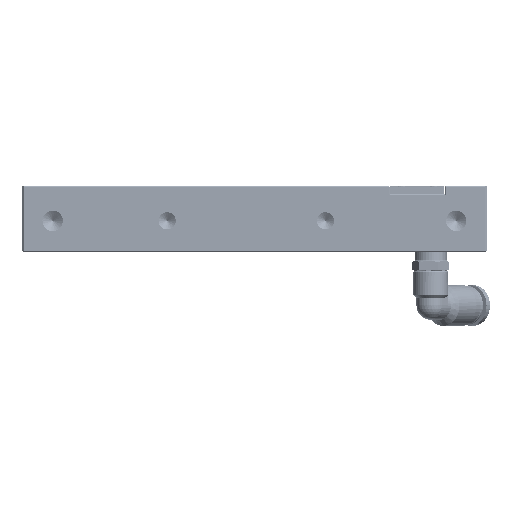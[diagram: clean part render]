
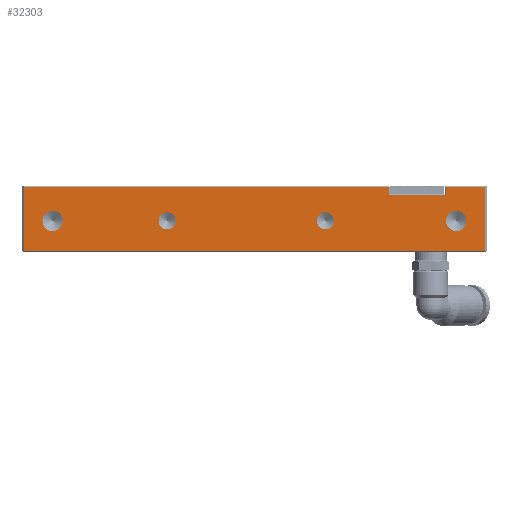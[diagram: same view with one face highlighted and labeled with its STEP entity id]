
A CAD part, left-side view. The second image highlights one B-rep face of the part: STEP entity #32303.
In plain terms, the highlighted planar face has unit normal (-1, 0, 0).
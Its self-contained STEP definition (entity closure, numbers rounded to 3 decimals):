
#296 = VERTEX_POINT ( 'NONE', #12217 ) ;
#345 = CARTESIAN_POINT ( 'NONE',  ( -148.5, 7.5, -21.35 ) ) ;
#823 = CIRCLE ( 'NONE', #18428, 2.5 ) ;
#880 = CIRCLE ( 'NONE', #18484, 2.1 ) ;
#905 = FACE_BOUND ( 'NONE', #39971, .T. ) ;
#968 = CARTESIAN_POINT ( 'NONE',  ( -148.5, 15.8, -56.35 ) ) ;
#1000 = DIRECTION ( 'NONE',  ( -1., 0., 0. ) ) ;
#1105 = CARTESIAN_POINT ( 'NONE',  ( -148.5, 7.5, 19.45 ) ) ;
#1110 = AXIS2_PLACEMENT_3D ( 'NONE', #345, #1000, #25870 ) ;
#1311 = CIRCLE ( 'NONE', #32219, 2.5 ) ;
#1403 = CARTESIAN_POINT ( 'NONE',  ( -148.5, 7.5, 49.35 ) ) ;
#2348 = DIRECTION ( 'NONE',  ( -1., 0., 0. ) ) ;
#2472 = LINE ( 'NONE', #19910, #14047 ) ;
#2526 = LINE ( 'NONE', #8961, #23374 ) ;
#2575 = CARTESIAN_POINT ( 'NONE',  ( -148.5, 16., 56.35 ) ) ;
#3044 = VERTEX_POINT ( 'NONE', #1105 ) ;
#3238 = VERTEX_POINT ( 'NONE', #40552 ) ;
#3272 = VERTEX_POINT ( 'NONE', #20638 ) ;
#4266 = VERTEX_POINT ( 'NONE', #44244 ) ;
#4481 = CIRCLE ( 'NONE', #35471, 2.5 ) ;
#4544 = LINE ( 'NONE', #17675, #43000 ) ;
#4777 = FACE_BOUND ( 'NONE', #25727, .T. ) ;
#5251 = FACE_BOUND ( 'NONE', #18385, .T. ) ;
#5650 = ORIENTED_EDGE ( 'NONE', *, *, #44294, .T. ) ;
#5888 = VERTEX_POINT ( 'NONE', #13031 ) ;
#5892 = ORIENTED_EDGE ( 'NONE', *, *, #24583, .F. ) ;
#6212 = CARTESIAN_POINT ( 'NONE',  ( -148.5, 0.2, -56.35 ) ) ;
#6660 = CARTESIAN_POINT ( 'NONE',  ( -148.5, 7.5, -23.45 ) ) ;
#7076 = ORIENTED_EDGE ( 'NONE', *, *, #20126, .T. ) ;
#7211 = CIRCLE ( 'NONE', #26363, 2.1 ) ;
#7770 = DIRECTION ( 'NONE',  ( 0., 0., -1. ) ) ;
#8163 = ORIENTED_EDGE ( 'NONE', *, *, #18075, .F. ) ;
#8360 = CARTESIAN_POINT ( 'NONE',  ( -148.5, 15.8, -56.85 ) ) ;
#8667 = ORIENTED_EDGE ( 'NONE', *, *, #29498, .T. ) ;
#8961 = CARTESIAN_POINT ( 'NONE',  ( -148.5, 15.8, 46.6 ) ) ;
#9818 = DIRECTION ( 'NONE',  ( 0., -1., 0. ) ) ;
#9839 = VERTEX_POINT ( 'NONE', #14496 ) ;
#10057 = EDGE_LOOP ( 'NONE', ( #21289, #5650, #38903, #13815, #8667, #7076, #16201, #15245 ) ) ;
#10344 = ORIENTED_EDGE ( 'NONE', *, *, #13152, .F. ) ;
#10943 = VERTEX_POINT ( 'NONE', #38907 ) ;
#11085 = CIRCLE ( 'NONE', #16989, 2.1 ) ;
#11430 = EDGE_LOOP ( 'NONE', ( #42531, #8163 ) ) ;
#11502 = DIRECTION ( 'NONE',  ( 0., 0., 1. ) ) ;
#11513 = CARTESIAN_POINT ( 'NONE',  ( -148.5, 7.5, -21.35 ) ) ;
#12217 = CARTESIAN_POINT ( 'NONE',  ( -148.5, 7.5, -46.85 ) ) ;
#12890 = EDGE_CURVE ( 'NONE', #5888, #29186, #7211, .T. ) ;
#13031 = CARTESIAN_POINT ( 'NONE',  ( -148.5, 7.5, -19.25 ) ) ;
#13152 = EDGE_CURVE ( 'NONE', #3044, #3272, #11085, .T. ) ;
#13162 = DIRECTION ( 'NONE',  ( 0., 0., 1. ) ) ;
#13209 = DIRECTION ( 'NONE',  ( 0., 0., 1. ) ) ;
#13815 = ORIENTED_EDGE ( 'NONE', *, *, #35607, .T. ) ;
#14047 = VECTOR ( 'NONE', #9818, 1000. ) ;
#14496 = CARTESIAN_POINT ( 'NONE',  ( -148.5, 0.2, 56.35 ) ) ;
#14517 = DIRECTION ( 'NONE',  ( 0., 0., 1. ) ) ;
#14620 = CARTESIAN_POINT ( 'NONE',  ( -148.5, 7.5, 46.85 ) ) ;
#14681 = VERTEX_POINT ( 'NONE', #23946 ) ;
#15245 = ORIENTED_EDGE ( 'NONE', *, *, #27156, .T. ) ;
#15636 = VECTOR ( 'NONE', #44160, 1000. ) ;
#15870 = VERTEX_POINT ( 'NONE', #28317 ) ;
#16201 = ORIENTED_EDGE ( 'NONE', *, *, #17039, .T. ) ;
#16353 = DIRECTION ( 'NONE',  ( 0., 0., 1. ) ) ;
#16989 = AXIS2_PLACEMENT_3D ( 'NONE', #33903, #2348, #16353 ) ;
#17039 = EDGE_CURVE ( 'NONE', #44435, #39159, #43427, .T. ) ;
#17455 = AXIS2_PLACEMENT_3D ( 'NONE', #25758, #43080, #7770 ) ;
#17534 = EDGE_CURVE ( 'NONE', #14681, #4266, #2526, .T. ) ;
#17675 = CARTESIAN_POINT ( 'NONE',  ( -148.5, 13.8, 33.1 ) ) ;
#18070 = VECTOR ( 'NONE', #29335, 1000. ) ;
#18075 = EDGE_CURVE ( 'NONE', #32783, #10943, #43060, .T. ) ;
#18385 = EDGE_LOOP ( 'NONE', ( #10344, #25175 ) ) ;
#18428 = AXIS2_PLACEMENT_3D ( 'NONE', #33821, #44441, #43755 ) ;
#18484 = AXIS2_PLACEMENT_3D ( 'NONE', #42354, #28060, #39158 ) ;
#19371 = CARTESIAN_POINT ( 'NONE',  ( -148.5, 16., 32.9 ) ) ;
#19910 = CARTESIAN_POINT ( 'NONE',  ( -148.5, 16., 46.8 ) ) ;
#20126 = EDGE_CURVE ( 'NONE', #15870, #44435, #36983, .T. ) ;
#20245 = DIRECTION ( 'NONE',  ( 0., 0., -1. ) ) ;
#20638 = CARTESIAN_POINT ( 'NONE',  ( -148.5, 7.5, 15.25 ) ) ;
#20712 = DIRECTION ( 'NONE',  ( 0., 1., 0. ) ) ;
#20956 = CIRCLE ( 'NONE', #1110, 2.1 ) ;
#21289 = ORIENTED_EDGE ( 'NONE', *, *, #23338, .T. ) ;
#22142 = ORIENTED_EDGE ( 'NONE', *, *, #36553, .F. ) ;
#22475 = VECTOR ( 'NONE', #20245, 1000. ) ;
#23262 = LINE ( 'NONE', #2575, #32922 ) ;
#23338 = EDGE_CURVE ( 'NONE', #40290, #9839, #33995, .T. ) ;
#23374 = VECTOR ( 'NONE', #26222, 1000. ) ;
#23946 = CARTESIAN_POINT ( 'NONE',  ( -148.5, 15.8, 56.35 ) ) ;
#24043 = CARTESIAN_POINT ( 'NONE',  ( -148.5, 0.2, -56.85 ) ) ;
#24485 = ORIENTED_EDGE ( 'NONE', *, *, #12890, .F. ) ;
#24583 = EDGE_CURVE ( 'NONE', #296, #3238, #823, .T. ) ;
#24684 = EDGE_CURVE ( 'NONE', #3238, #296, #4481, .T. ) ;
#25175 = ORIENTED_EDGE ( 'NONE', *, *, #43115, .F. ) ;
#25344 = AXIS2_PLACEMENT_3D ( 'NONE', #1403, #28816, #11502 ) ;
#25727 = EDGE_LOOP ( 'NONE', ( #5892, #41233 ) ) ;
#25758 = CARTESIAN_POINT ( 'NONE',  ( -148.5, 16., -56.85 ) ) ;
#25870 = DIRECTION ( 'NONE',  ( 0., 0., 1. ) ) ;
#26222 = DIRECTION ( 'NONE',  ( 0., 0., -1. ) ) ;
#26363 = AXIS2_PLACEMENT_3D ( 'NONE', #11513, #43367, #14517 ) ;
#26458 = FACE_OUTER_BOUND ( 'NONE', #10057, .T. ) ;
#27156 = EDGE_CURVE ( 'NONE', #39159, #40290, #37483, .T. ) ;
#28060 = DIRECTION ( 'NONE',  ( -1., 0., 0. ) ) ;
#28317 = CARTESIAN_POINT ( 'NONE',  ( -148.5, 13.8, 32.9 ) ) ;
#28816 = DIRECTION ( 'NONE',  ( -1., 0., 0. ) ) ;
#29186 = VERTEX_POINT ( 'NONE', #6660 ) ;
#29335 = DIRECTION ( 'NONE',  ( 0., 1., 0. ) ) ;
#29498 = EDGE_CURVE ( 'NONE', #44596, #15870, #4544, .T. ) ;
#30987 = CARTESIAN_POINT ( 'NONE',  ( -148.5, 16., -56.35 ) ) ;
#32219 = AXIS2_PLACEMENT_3D ( 'NONE', #38103, #38770, #13162 ) ;
#32303 = ADVANCED_FACE ( 'NONE', ( #905, #5251, #4777, #36876, #26458 ), #35944, .F. ) ;
#32783 = VERTEX_POINT ( 'NONE', #14620 ) ;
#32922 = VECTOR ( 'NONE', #20712, 1000. ) ;
#33821 = CARTESIAN_POINT ( 'NONE',  ( -148.5, 7.5, -49.35 ) ) ;
#33903 = CARTESIAN_POINT ( 'NONE',  ( -148.5, 7.5, 17.35 ) ) ;
#33975 = DIRECTION ( 'NONE',  ( -1., 0., 0. ) ) ;
#33995 = LINE ( 'NONE', #24043, #44922 ) ;
#35471 = AXIS2_PLACEMENT_3D ( 'NONE', #37452, #33975, #13209 ) ;
#35607 = EDGE_CURVE ( 'NONE', #4266, #44596, #2472, .T. ) ;
#35944 = PLANE ( 'NONE',  #17455 ) ;
#35949 = CARTESIAN_POINT ( 'NONE',  ( -148.5, 15.8, 32.9 ) ) ;
#36553 = EDGE_CURVE ( 'NONE', #29186, #5888, #20956, .T. ) ;
#36876 = FACE_BOUND ( 'NONE', #11430, .T. ) ;
#36983 = LINE ( 'NONE', #19371, #18070 ) ;
#37227 = DIRECTION ( 'NONE',  ( 0., 0., 1. ) ) ;
#37452 = CARTESIAN_POINT ( 'NONE',  ( -148.5, 7.5, -49.35 ) ) ;
#37483 = LINE ( 'NONE', #30987, #15636 ) ;
#38103 = CARTESIAN_POINT ( 'NONE',  ( -148.5, 7.5, 49.35 ) ) ;
#38770 = DIRECTION ( 'NONE',  ( -1., 0., 0. ) ) ;
#38903 = ORIENTED_EDGE ( 'NONE', *, *, #17534, .T. ) ;
#38907 = CARTESIAN_POINT ( 'NONE',  ( -148.5, 7.5, 51.85 ) ) ;
#39158 = DIRECTION ( 'NONE',  ( 0., 0., 1. ) ) ;
#39159 = VERTEX_POINT ( 'NONE', #968 ) ;
#39383 = EDGE_CURVE ( 'NONE', #10943, #32783, #1311, .T. ) ;
#39971 = EDGE_LOOP ( 'NONE', ( #24485, #22142 ) ) ;
#40101 = CARTESIAN_POINT ( 'NONE',  ( -148.5, 13.8, 46.8 ) ) ;
#40290 = VERTEX_POINT ( 'NONE', #6212 ) ;
#40552 = CARTESIAN_POINT ( 'NONE',  ( -148.5, 7.5, -51.85 ) ) ;
#41233 = ORIENTED_EDGE ( 'NONE', *, *, #24684, .F. ) ;
#42354 = CARTESIAN_POINT ( 'NONE',  ( -148.5, 7.5, 17.35 ) ) ;
#42385 = DIRECTION ( 'NONE',  ( 0., 0., -1. ) ) ;
#42531 = ORIENTED_EDGE ( 'NONE', *, *, #39383, .F. ) ;
#43000 = VECTOR ( 'NONE', #42385, 1000. ) ;
#43060 = CIRCLE ( 'NONE', #25344, 2.5 ) ;
#43080 = DIRECTION ( 'NONE',  ( 1., 0., 0. ) ) ;
#43115 = EDGE_CURVE ( 'NONE', #3272, #3044, #880, .T. ) ;
#43367 = DIRECTION ( 'NONE',  ( -1., 0., 0. ) ) ;
#43427 = LINE ( 'NONE', #8360, #22475 ) ;
#43755 = DIRECTION ( 'NONE',  ( 0., 0., 1. ) ) ;
#44160 = DIRECTION ( 'NONE',  ( 0., -1., 0. ) ) ;
#44244 = CARTESIAN_POINT ( 'NONE',  ( -148.5, 15.8, 46.8 ) ) ;
#44294 = EDGE_CURVE ( 'NONE', #9839, #14681, #23262, .T. ) ;
#44435 = VERTEX_POINT ( 'NONE', #35949 ) ;
#44441 = DIRECTION ( 'NONE',  ( -1., 0., 0. ) ) ;
#44596 = VERTEX_POINT ( 'NONE', #40101 ) ;
#44922 = VECTOR ( 'NONE', #37227, 1000. ) ;
